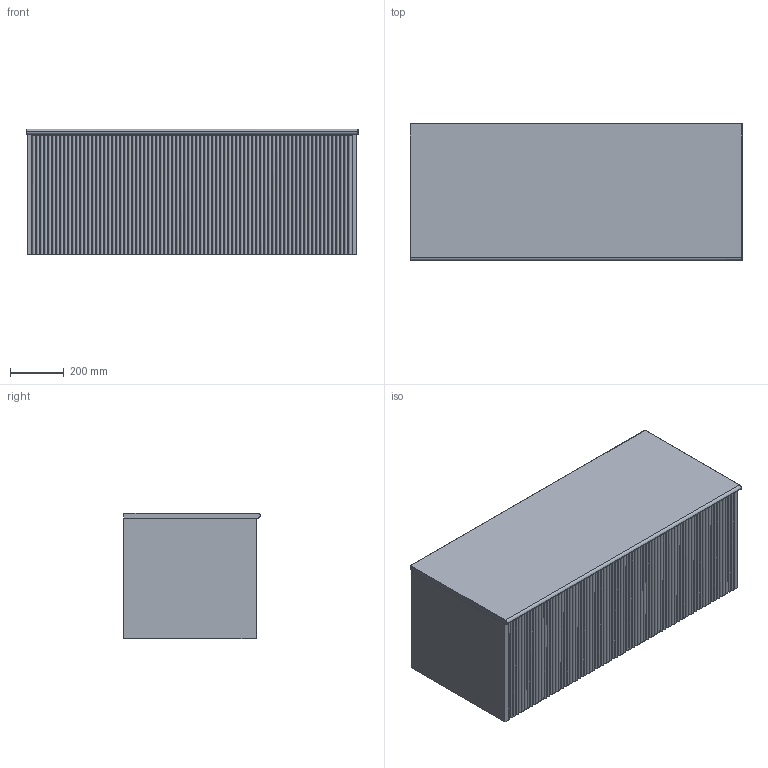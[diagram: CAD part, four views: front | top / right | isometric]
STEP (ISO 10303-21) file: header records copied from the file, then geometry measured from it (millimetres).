
FILE_DESCRIPTION(/* description */ (''),/* implementation_level */ '2;1');
FILE_NAME(/* name */ 'Kado Neue Fluted Square 1200 (20MM)',/* time_stamp */ '2025-07-09T15:06:53+10:00',/* author */ (''),/* organization */ (''),/* preprocessor_version */ 'ST-DEVELOPER v16.5',/* originating_system */ '',/* authorisation */ '');
FILE_SCHEMA (('AUTOMOTIVE_DESIGN'));
Length unit declared in the file: millimetre
Products named in the file (11): Document; Kado Neue Fluted Square 1200 (20MM); Kado Neue Fluted Square Benchtop (20MM) ALL; Kado Neue Fluted Square 1200 Benchtop (20MM)15; Kado Neue Fluted Square 1200 Benchtop (20MM); Kado Neue Fluted Square ALL17; Kado Neue Fluted Square 120016; Kado Neue Fluted Carcass 150078; Kado Neue Fluted Panel 595121314; Kado Neue Fluted Panel 5952345; Kado Neue Fluted Filler11
Assembly tree (12 placements, depth 6):
  Document
    Kado Neue Fluted Square 1200 (20MM)
      Kado Neue Fluted Square Benchtop (20MM) ALL
        Kado Neue Fluted Square 1200 Benchtop (20MM)15
          Kado Neue Fluted Square 1200 Benchtop (20MM)
      Kado Neue Fluted Square ALL17
        Kado Neue Fluted Square 120016
          Kado Neue Fluted Carcass 150078
          Kado Neue Fluted Panel 595121314  x2
            Kado Neue Fluted Panel 5952345
          Kado Neue Fluted Filler11  x2
Bounding box: 1239 x 510 x 470 mm (x, y, z)
Volume: 54629014.3 mm3; surface area: 6862924.6 mm2
Topology: 10 solids, 10 shells, 389 faces, 1093 edges, 720 vertices
Faces by surface type: cylinder 246, plane 135, bspline 8
Entity records: 7048 total; most frequent: CARTESIAN_POINT 2752, ORIENTED_EDGE 1194, EDGE_CURVE 597, VERTEX_POINT 392, B_SPLINE_CURVE_WITH_KNOTS 335, DIRECTION 267, AXIS2_PLACEMENT_3D 240, ADVANCED_FACE 221
